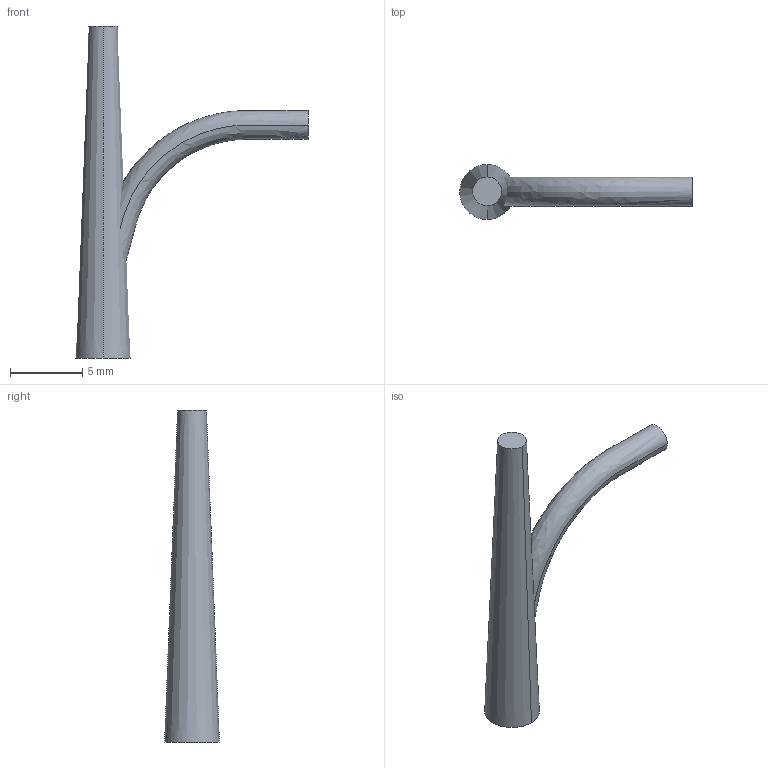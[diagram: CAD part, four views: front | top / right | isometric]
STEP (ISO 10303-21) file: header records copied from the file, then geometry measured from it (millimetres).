
FILE_DESCRIPTION(('CoCreate Modeling STEP Export'),'2;1');
FILE_NAME('Zb-Bremshebel.stp','2018-02-28T12:02:09',(''),(''),'CoCreate Modeling STEP processor for AP214 (Solid Model)','CoCreate Modeling 17.0B 12-Nov-2010 (C) Parametric Technology GmbH','');
FILE_SCHEMA(('AUTOMOTIVE_DESIGN { 1 0 10303 214 1 1 1 1 }'));
Length unit declared in the file: millimetre
Products named in the file (3): Bremshebel; Bremshebel-1; Zb-Bremshebel
Assembly tree (2 placements, depth 2):
  Zb-Bremshebel
    Bremshebel-1
    Bremshebel
Bounding box: 16.11 x 3.8 x 23 mm (x, y, z)
Volume: 229.5 mm3; surface area: 375.9 mm2
Topology: 2 solids, 2 shells, 8 faces, 12 edges, 8 vertices
Faces by surface type: plane 4, bspline 2, cone 2
Entity records: 1189 total; most frequent: CARTESIAN_POINT 991, DIRECTION 24, ORIENTED_EDGE 24, EDGE_CURVE 12, AXIS2_PLACEMENT_3D 11, DIMENSIONAL_EXPONENTS 9, VERTEX_POINT 8, EDGE_LOOP 8
